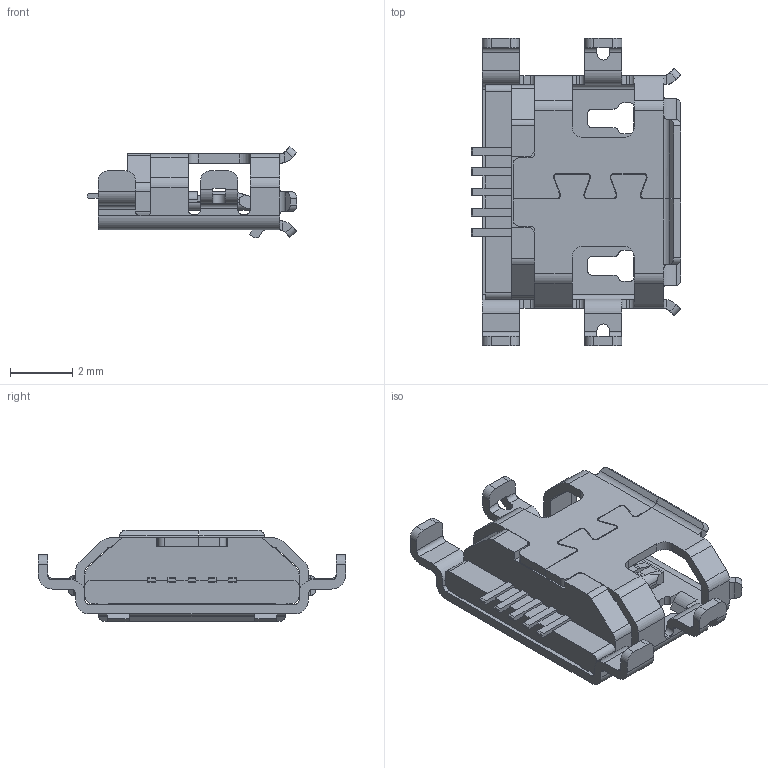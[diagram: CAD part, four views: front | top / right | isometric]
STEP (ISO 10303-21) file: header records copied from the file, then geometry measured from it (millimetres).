
FILE_DESCRIPTION(('CoCreate Modeling STEP Export'),'2;1');
FILE_NAME('19.stp','2014-12-19T18:41:54',(''),(''),'CoCreate Modeling STEP processor for AP214 (Solid Model)','CoCreate Modeling 16.00 13-May-2008 (C) Parametric Technology GmbH','');
FILE_SCHEMA(('AUTOMOTIVE_DESIGN { 1 0 10303 214 1 1 1 1 }'));
Length unit declared in the file: millimetre
Products named in the file (15): 4DIP10HOUSING; 1.stp; .stp.1; .stp; 沉板1.3_半成品.stp; 4DIP08SHELLXIAWUFANBIUAN; 08MOLDING; 4DIP08XIAWUFANBIAN_ASM; USB-1082-05CS.stp; USB-1074-05S.stp; 010101020-005
Assembly tree (14 placements, depth 6):
  沉板1.3_半成品.stp
    010101020-005
      USB-1074-05S.stp
        USB-1082-05CS.stp
          4DIP08XIAWUFANBIAN_ASM
            08MOLDING
            4DIP08SHELLXIAWUFANBIUAN
  .stp
      1.stp
    沉板1.3_半成品.stp
  .stp
  .stp.1
          1.stp
        1.stp
          4DIP10HOUSING
Bounding box: 6.75 x 9.9 x 2.94 mm (x, y, z)
Volume: 50.7 mm3; surface area: 296.4 mm2
Topology: 1 solids, 1 shells, 639 faces, 1848 edges, 1189 vertices
Faces by surface type: plane 420, cylinder 203, cone 10, torus 2, bspline 2, extrusion 2
Entity records: 21124 total; most frequent: CARTESIAN_POINT 4037, ORIENTED_EDGE 3692, DIRECTION 3365, EDGE_CURVE 1846, VECTOR 1337, LINE 1335, VERTEX_POINT 1189, AXIS2_PLACEMENT_3D 1014
